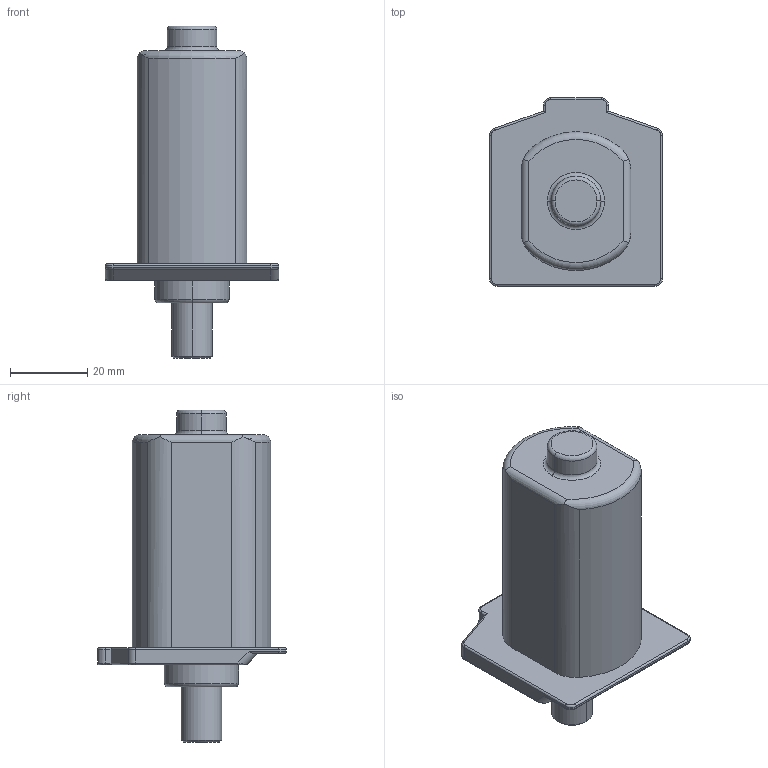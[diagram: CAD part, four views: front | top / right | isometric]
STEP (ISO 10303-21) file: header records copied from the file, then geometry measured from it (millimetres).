
FILE_DESCRIPTION (( 'STEP AP214' ), '1' );
FILE_NAME ('ThrottleMotor.step', '2018-12-19T16:50:54', ( '' ), ( '' ), 'SwSTEP 2.0', 'SolidWorks 2018', '' );
FILE_SCHEMA (( 'AUTOMOTIVE_DESIGN' ));
Length unit declared in the file: millimetre
Products named in the file (1): ThrottleMotor
Bounding box: 45 x 48.98 x 86.2 mm (x, y, z)
Volume: 61314.8 mm3; surface area: 11562.2 mm2
Topology: 1 solids, 1 shells, 83 faces, 191 edges, 114 vertices
Faces by surface type: cylinder 41, torus 20, plane 18, cone 2, bspline 2
Entity records: 2481 total; most frequent: CARTESIAN_POINT 569, DIRECTION 419, ORIENTED_EDGE 382, EDGE_CURVE 191, AXIS2_PLACEMENT_3D 170, VERTEX_POINT 114, CIRCLE 88, EDGE_LOOP 87
